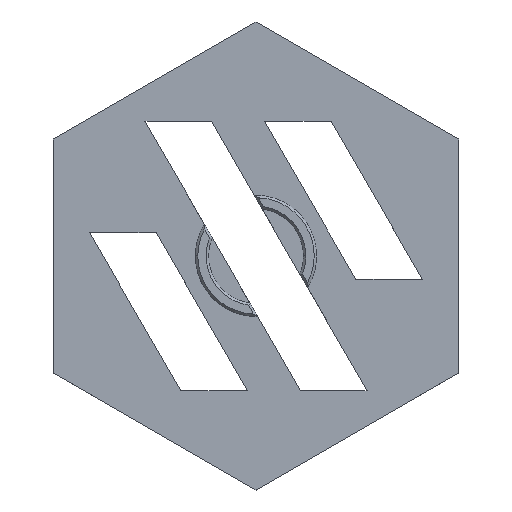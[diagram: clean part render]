
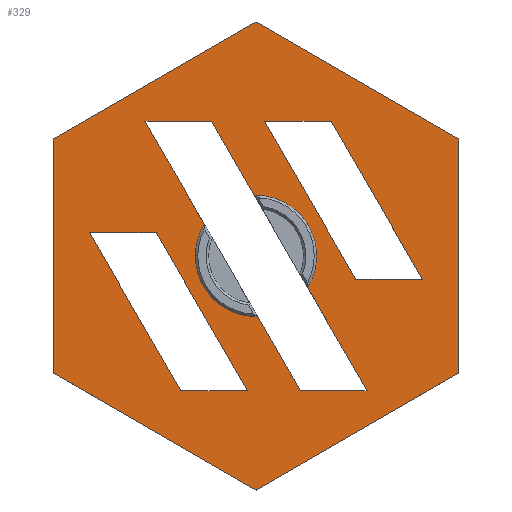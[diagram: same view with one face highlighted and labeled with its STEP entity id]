
A CAD part, top view. The second image highlights one B-rep face of the part: STEP entity #329.
In plain terms, the highlighted planar face has unit normal (0, 0, 1).
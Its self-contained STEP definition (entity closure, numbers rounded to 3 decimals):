
#129=CARTESIAN_POINT('',(-58.063,-317.73,-180.945));
#130=DIRECTION('',(-0.,-0.,-1.));
#131=DIRECTION('',(0.,1.,-0.));
#132=AXIS2_PLACEMENT_3D('',#129,#130,#131);
#133=PLANE('',#132);
#134=CARTESIAN_POINT('',(-58.063,-367.96,-180.945));
#135=VERTEX_POINT('',#134);
#136=CARTESIAN_POINT('',(-101.563,-342.845,-180.945));
#137=VERTEX_POINT('',#136);
#138=CARTESIAN_POINT('',(-58.063,-367.96,-180.945));
#139=DIRECTION('',(-0.866,0.5,-0.));
#140=VECTOR('',#139,50.229);
#141=LINE('',#138,#140);
#142=EDGE_CURVE('',#135,#137,#141,.T.);
#143=ORIENTED_EDGE('',*,*,#142,.F.);
#144=CARTESIAN_POINT('',(-14.563,-342.845,-180.945));
#145=VERTEX_POINT('',#144);
#146=CARTESIAN_POINT('',(-58.063,-367.96,-180.945));
#147=DIRECTION('',(0.866,0.5,-0.));
#148=VECTOR('',#147,50.229);
#149=LINE('',#146,#148);
#150=EDGE_CURVE('',#135,#145,#149,.T.);
#151=ORIENTED_EDGE('',*,*,#150,.T.);
#152=CARTESIAN_POINT('',(-14.563,-292.615,-180.945));
#153=VERTEX_POINT('',#152);
#154=CARTESIAN_POINT('',(-14.563,-292.615,-180.945));
#155=DIRECTION('',(-0.,-1.,0.));
#156=VECTOR('',#155,50.229);
#157=LINE('',#154,#156);
#158=EDGE_CURVE('',#153,#145,#157,.T.);
#159=ORIENTED_EDGE('',*,*,#158,.F.);
#160=CARTESIAN_POINT('',(-58.063,-267.501,-180.945));
#161=VERTEX_POINT('',#160);
#162=CARTESIAN_POINT('',(-58.063,-267.501,-180.945));
#163=DIRECTION('',(0.866,-0.5,0.));
#164=VECTOR('',#163,50.229);
#165=LINE('',#162,#164);
#166=EDGE_CURVE('',#161,#153,#165,.T.);
#167=ORIENTED_EDGE('',*,*,#166,.F.);
#168=CARTESIAN_POINT('',(-101.563,-292.615,-180.945));
#169=VERTEX_POINT('',#168);
#170=CARTESIAN_POINT('',(-101.563,-292.615,-180.945));
#171=DIRECTION('',(0.866,0.5,-0.));
#172=VECTOR('',#171,50.229);
#173=LINE('',#170,#172);
#174=EDGE_CURVE('',#169,#161,#173,.T.);
#175=ORIENTED_EDGE('',*,*,#174,.F.);
#176=CARTESIAN_POINT('',(-101.563,-342.845,-180.945));
#177=DIRECTION('',(0.,1.,-0.));
#178=VECTOR('',#177,50.229);
#179=LINE('',#176,#178);
#180=EDGE_CURVE('',#137,#169,#179,.T.);
#181=ORIENTED_EDGE('',*,*,#180,.F.);
#182=EDGE_LOOP('',(#143,#151,#159,#167,#175,#181));
#183=FACE_BOUND('',#182,.T.);
#184=CARTESIAN_POINT('',(-56.202,-288.83,-180.945));
#185=VERTEX_POINT('',#184);
#186=CARTESIAN_POINT('',(-36.629,-322.73,-180.945));
#187=VERTEX_POINT('',#186);
#188=CARTESIAN_POINT('',(-56.202,-288.83,-180.945));
#189=DIRECTION('',(0.5,-0.866,0.));
#190=VECTOR('',#189,39.145);
#191=LINE('',#188,#190);
#192=EDGE_CURVE('',#185,#187,#191,.T.);
#193=ORIENTED_EDGE('',*,*,#192,.F.);
#194=CARTESIAN_POINT('',(-41.912,-288.83,-180.945));
#195=VERTEX_POINT('',#194);
#196=CARTESIAN_POINT('',(-41.912,-288.83,-180.945));
#197=DIRECTION('',(-1.,0.,0.));
#198=VECTOR('',#197,14.289);
#199=LINE('',#196,#198);
#200=EDGE_CURVE('',#195,#185,#199,.T.);
#201=ORIENTED_EDGE('',*,*,#200,.F.);
#202=CARTESIAN_POINT('',(-22.34,-322.73,-180.945));
#203=VERTEX_POINT('',#202);
#204=CARTESIAN_POINT('',(-22.34,-322.73,-180.945));
#205=DIRECTION('',(-0.5,0.866,-0.));
#206=VECTOR('',#205,39.145);
#207=LINE('',#204,#206);
#208=EDGE_CURVE('',#203,#195,#207,.T.);
#209=ORIENTED_EDGE('',*,*,#208,.F.);
#210=CARTESIAN_POINT('',(-22.34,-322.73,-180.945));
#211=DIRECTION('',(-1.,0.,0.));
#212=VECTOR('',#211,14.289);
#213=LINE('',#210,#212);
#214=EDGE_CURVE('',#203,#187,#213,.T.);
#215=ORIENTED_EDGE('',*,*,#214,.T.);
#216=EDGE_LOOP('',(#193,#201,#209,#215));
#217=FACE_BOUND('',#216,.T.);
#218=CARTESIAN_POINT('',(-79.497,-312.73,-180.945));
#219=VERTEX_POINT('',#218);
#220=CARTESIAN_POINT('',(-93.787,-312.73,-180.945));
#221=VERTEX_POINT('',#220);
#222=CARTESIAN_POINT('',(-79.497,-312.73,-180.945));
#223=DIRECTION('',(-1.,0.,0.));
#224=VECTOR('',#223,14.289);
#225=LINE('',#222,#224);
#226=EDGE_CURVE('',#219,#221,#225,.T.);
#227=ORIENTED_EDGE('',*,*,#226,.F.);
#228=CARTESIAN_POINT('',(-59.925,-346.631,-180.945));
#229=VERTEX_POINT('',#228);
#230=CARTESIAN_POINT('',(-59.925,-346.631,-180.945));
#231=DIRECTION('',(-0.5,0.866,-0.));
#232=VECTOR('',#231,39.145);
#233=LINE('',#230,#232);
#234=EDGE_CURVE('',#229,#219,#233,.T.);
#235=ORIENTED_EDGE('',*,*,#234,.F.);
#236=CARTESIAN_POINT('',(-74.214,-346.631,-180.945));
#237=VERTEX_POINT('',#236);
#238=CARTESIAN_POINT('',(-59.925,-346.631,-180.945));
#239=DIRECTION('',(-1.,0.,0.));
#240=VECTOR('',#239,14.289);
#241=LINE('',#238,#240);
#242=EDGE_CURVE('',#229,#237,#241,.T.);
#243=ORIENTED_EDGE('',*,*,#242,.T.);
#244=CARTESIAN_POINT('',(-93.787,-312.73,-180.945));
#245=DIRECTION('',(0.5,-0.866,0.));
#246=VECTOR('',#245,39.145);
#247=LINE('',#244,#246);
#248=EDGE_CURVE('',#221,#237,#247,.T.);
#249=ORIENTED_EDGE('',*,*,#248,.F.);
#250=EDGE_LOOP('',(#227,#235,#243,#249));
#251=FACE_BOUND('',#250,.T.);
#252=CARTESIAN_POINT('',(-46.988,-324.538,-180.945));
#253=VERTEX_POINT('',#252);
#254=CARTESIAN_POINT('',(-58.421,-304.735,-180.945));
#255=VERTEX_POINT('',#254);
#256=CARTESIAN_POINT('',(-58.063,-317.73,-180.945));
#257=DIRECTION('',(0.,0.,1.));
#258=DIRECTION('',(0.,1.,-0.));
#259=AXIS2_PLACEMENT_3D('',#256,#257,#258);
#260=CIRCLE('',#259,13.);
#261=EDGE_CURVE('',#253,#255,#260,.T.);
#262=ORIENTED_EDGE('',*,*,#261,.F.);
#263=CARTESIAN_POINT('',(-34.233,-346.631,-180.945));
#264=VERTEX_POINT('',#263);
#265=CARTESIAN_POINT('',(-34.233,-346.631,-180.945));
#266=DIRECTION('',(-0.5,0.866,-0.));
#267=VECTOR('',#266,25.511);
#268=LINE('',#265,#267);
#269=EDGE_CURVE('',#264,#253,#268,.T.);
#270=ORIENTED_EDGE('',*,*,#269,.F.);
#271=CARTESIAN_POINT('',(-48.522,-346.631,-180.945));
#272=VERTEX_POINT('',#271);
#273=CARTESIAN_POINT('',(-34.233,-346.631,-180.945));
#274=DIRECTION('',(-1.,0.,0.));
#275=VECTOR('',#274,14.289);
#276=LINE('',#273,#275);
#277=EDGE_CURVE('',#264,#272,#276,.T.);
#278=ORIENTED_EDGE('',*,*,#277,.T.);
#279=CARTESIAN_POINT('',(-57.705,-330.725,-180.945));
#280=VERTEX_POINT('',#279);
#281=CARTESIAN_POINT('',(-57.705,-330.725,-180.945));
#282=DIRECTION('',(0.5,-0.866,0.));
#283=VECTOR('',#282,18.366);
#284=LINE('',#281,#283);
#285=EDGE_CURVE('',#280,#272,#284,.T.);
#286=ORIENTED_EDGE('',*,*,#285,.F.);
#287=CARTESIAN_POINT('',(-58.063,-330.73,-180.945));
#288=VERTEX_POINT('',#287);
#289=CARTESIAN_POINT('',(-58.063,-317.73,-180.945));
#290=DIRECTION('',(0.,0.,1.));
#291=DIRECTION('',(0.,1.,-0.));
#292=AXIS2_PLACEMENT_3D('',#289,#290,#291);
#293=CIRCLE('',#292,13.);
#294=EDGE_CURVE('',#288,#280,#293,.T.);
#295=ORIENTED_EDGE('',*,*,#294,.F.);
#296=CARTESIAN_POINT('',(-69.138,-310.923,-180.945));
#297=VERTEX_POINT('',#296);
#298=CARTESIAN_POINT('',(-58.063,-317.73,-180.945));
#299=DIRECTION('',(0.,0.,1.));
#300=DIRECTION('',(0.,1.,-0.));
#301=AXIS2_PLACEMENT_3D('',#298,#299,#300);
#302=CIRCLE('',#301,13.);
#303=EDGE_CURVE('',#297,#288,#302,.T.);
#304=ORIENTED_EDGE('',*,*,#303,.F.);
#305=CARTESIAN_POINT('',(-81.894,-288.83,-180.945));
#306=VERTEX_POINT('',#305);
#307=CARTESIAN_POINT('',(-81.894,-288.83,-180.945));
#308=DIRECTION('',(0.5,-0.866,0.));
#309=VECTOR('',#308,25.511);
#310=LINE('',#307,#309);
#311=EDGE_CURVE('',#306,#297,#310,.T.);
#312=ORIENTED_EDGE('',*,*,#311,.F.);
#313=CARTESIAN_POINT('',(-67.604,-288.83,-180.945));
#314=VERTEX_POINT('',#313);
#315=CARTESIAN_POINT('',(-67.604,-288.83,-180.945));
#316=DIRECTION('',(-1.,0.,0.));
#317=VECTOR('',#316,14.289);
#318=LINE('',#315,#317);
#319=EDGE_CURVE('',#314,#306,#318,.T.);
#320=ORIENTED_EDGE('',*,*,#319,.F.);
#321=CARTESIAN_POINT('',(-58.421,-304.735,-180.945));
#322=DIRECTION('',(-0.5,0.866,-0.));
#323=VECTOR('',#322,18.366);
#324=LINE('',#321,#323);
#325=EDGE_CURVE('',#255,#314,#324,.T.);
#326=ORIENTED_EDGE('',*,*,#325,.F.);
#327=EDGE_LOOP('',(#262,#270,#278,#286,#295,#304,#312,#320,#326));
#328=FACE_BOUND('',#327,.T.);
#329=ADVANCED_FACE('',(#183,#217,#251,#328),#133,.F.);
